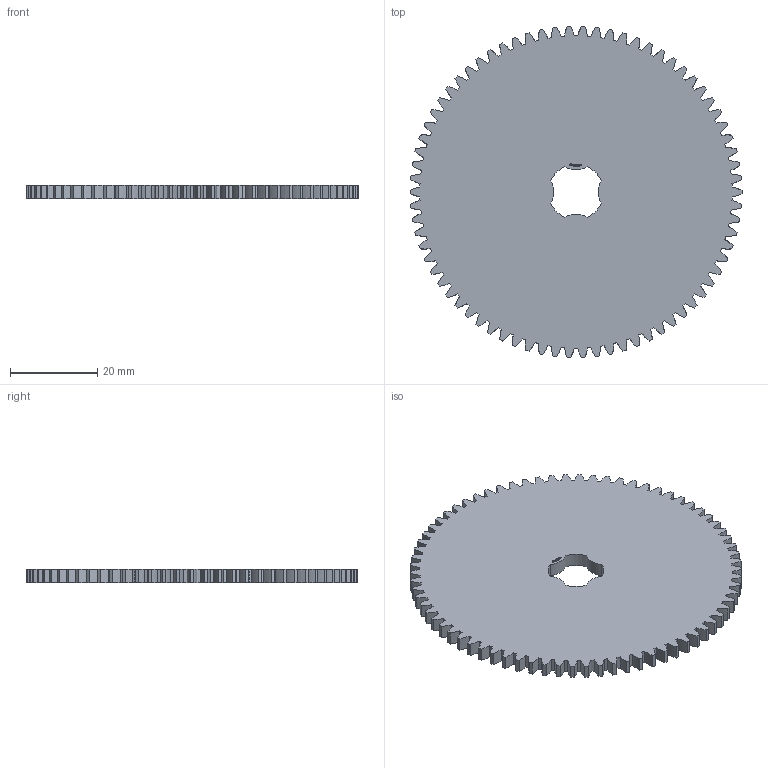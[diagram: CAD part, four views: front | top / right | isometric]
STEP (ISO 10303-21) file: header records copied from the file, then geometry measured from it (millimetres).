
FILE_DESCRIPTION(('FreeCAD Model'),'2;1');
FILE_NAME('Open CASCADE Shape Model','2024-03-10T23:16:14',(''),(''), 'Open CASCADE STEP processor 7.6','FreeCAD','Unknown');
FILE_SCHEMA(('AUTOMOTIVE_DESIGN { 1 0 10303 214 1 1 1 1 }'));
Products named in the file (1): Gear Wheel PLN TTH74 BU00.25 SFT-SHD - SPN-GWH-0273 (stemfie.org)
Bounding box: 76 x 75.96 x 3.12 mm (x, y, z)
Volume: 13044.6 mm3; surface area: 9940.9 mm2
Topology: 1 solids, 1 shells, 768 faces, 2211 edges, 1474 vertices
Faces by surface type: extrusion 438, plane 322, cylinder 8
Entity records: 73005 total; most frequent: CARTESIAN_POINT 26586, DIRECTION 5997, VECTOR 5287, LINE 4849, ORIENTED_EDGE 4422, PCURVE 4422, DEFINITIONAL_REPRESENTATION 4422, EDGE_CURVE 2211
